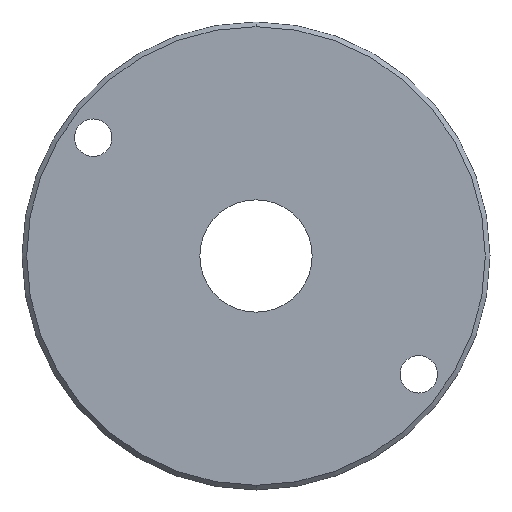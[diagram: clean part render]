
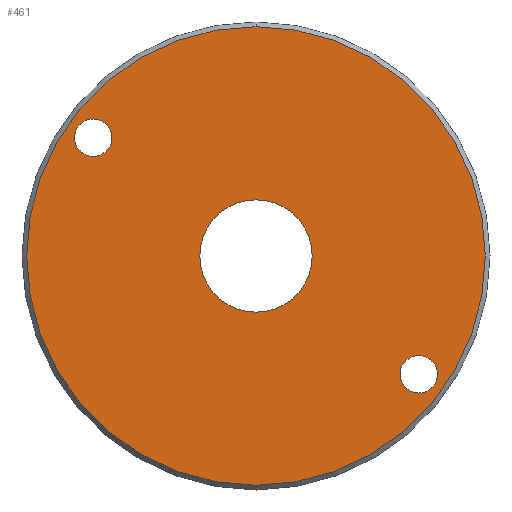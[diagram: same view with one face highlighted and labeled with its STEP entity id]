
A CAD part, left-side view. The second image highlights one B-rep face of the part: STEP entity #461.
In plain terms, the highlighted planar face has unit normal (-1, 0, 0).
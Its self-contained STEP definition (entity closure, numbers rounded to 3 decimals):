
#3 = FACE_BOUND ( 'NONE', #464, .T. ) ;
#9 = EDGE_LOOP ( 'NONE', ( #337, #42 ) ) ;
#14 = ORIENTED_EDGE ( 'NONE', *, *, #205, .T. ) ;
#16 = EDGE_CURVE ( 'NONE', #200, #419, #480, .T. ) ;
#20 = EDGE_CURVE ( 'NONE', #466, #52, #338, .T. ) ;
#27 = DIRECTION ( 'NONE',  ( 1., 0., 0. ) ) ;
#36 = ORIENTED_EDGE ( 'NONE', *, *, #517, .T. ) ;
#40 = DIRECTION ( 'NONE',  ( 0., 0., -1. ) ) ;
#42 = ORIENTED_EDGE ( 'NONE', *, *, #170, .T. ) ;
#52 = VERTEX_POINT ( 'NONE', #437 ) ;
#56 = CIRCLE ( 'NONE', #61, 2. ) ;
#58 = FACE_BOUND ( 'NONE', #9, .T. ) ;
#60 = EDGE_CURVE ( 'NONE', #52, #466, #512, .T. ) ;
#61 = AXIS2_PLACEMENT_3D ( 'NONE', #438, #27, #194 ) ;
#62 = VERTEX_POINT ( 'NONE', #304 ) ;
#70 = CARTESIAN_POINT ( 'NONE',  ( -3., 0., 6. ) ) ;
#85 = EDGE_CURVE ( 'NONE', #199, #169, #56, .T. ) ;
#86 = CARTESIAN_POINT ( 'NONE',  ( -3., 0., 0. ) ) ;
#88 = EDGE_LOOP ( 'NONE', ( #178, #14 ) ) ;
#104 = DIRECTION ( 'NONE',  ( 0., 0., -1. ) ) ;
#120 = CARTESIAN_POINT ( 'NONE',  ( -3., 0., -6. ) ) ;
#127 = ORIENTED_EDGE ( 'NONE', *, *, #60, .T. ) ;
#139 = AXIS2_PLACEMENT_3D ( 'NONE', #447, #351, #203 ) ;
#154 = CIRCLE ( 'NONE', #462, 6. ) ;
#169 = VERTEX_POINT ( 'NONE', #408 ) ;
#170 = EDGE_CURVE ( 'NONE', #62, #270, #472, .T. ) ;
#178 = ORIENTED_EDGE ( 'NONE', *, *, #85, .T. ) ;
#192 = CARTESIAN_POINT ( 'NONE',  ( -3., 0., 0. ) ) ;
#194 = DIRECTION ( 'NONE',  ( 0., 0., -1. ) ) ;
#196 = AXIS2_PLACEMENT_3D ( 'NONE', #192, #355, #104 ) ;
#197 = DIRECTION ( 'NONE',  ( 0., 0., 1. ) ) ;
#199 = VERTEX_POINT ( 'NONE', #451 ) ;
#200 = VERTEX_POINT ( 'NONE', #70 ) ;
#203 = DIRECTION ( 'NONE',  ( 0., 0.809, 0.588 ) ) ;
#205 = EDGE_CURVE ( 'NONE', #169, #199, #257, .T. ) ;
#206 = ORIENTED_EDGE ( 'NONE', *, *, #16, .T. ) ;
#210 = FACE_OUTER_BOUND ( 'NONE', #485, .T. ) ;
#238 = DIRECTION ( 'NONE',  ( 1., 0., 0. ) ) ;
#253 = DIRECTION ( 'NONE',  ( 0., 0., 1. ) ) ;
#255 = AXIS2_PLACEMENT_3D ( 'NONE', #359, #444, #40 ) ;
#257 = CIRCLE ( 'NONE', #255, 2. ) ;
#263 = DIRECTION ( 'NONE',  ( -1., 0., 0. ) ) ;
#270 = VERTEX_POINT ( 'NONE', #413 ) ;
#272 = CARTESIAN_POINT ( 'NONE',  ( -3., 17.394, 12.637 ) ) ;
#297 = AXIS2_PLACEMENT_3D ( 'NONE', #521, #238, #523 ) ;
#304 = CARTESIAN_POINT ( 'NONE',  ( -3., 17.394, 14.637 ) ) ;
#328 = CIRCLE ( 'NONE', #392, 2. ) ;
#337 = ORIENTED_EDGE ( 'NONE', *, *, #390, .T. ) ;
#338 = CIRCLE ( 'NONE', #196, 24.5 ) ;
#347 = CARTESIAN_POINT ( 'NONE',  ( -3., 0., 0. ) ) ;
#351 = DIRECTION ( 'NONE',  ( -1., 0., 0. ) ) ;
#353 = AXIS2_PLACEMENT_3D ( 'NONE', #508, #439, #197 ) ;
#355 = DIRECTION ( 'NONE',  ( -1., 0., 0. ) ) ;
#359 = CARTESIAN_POINT ( 'NONE',  ( -3., -17.394, -12.637 ) ) ;
#360 = CARTESIAN_POINT ( 'NONE',  ( -3., 0., -24.5 ) ) ;
#382 = ORIENTED_EDGE ( 'NONE', *, *, #20, .T. ) ;
#390 = EDGE_CURVE ( 'NONE', #270, #62, #328, .T. ) ;
#392 = AXIS2_PLACEMENT_3D ( 'NONE', #272, #482, #488 ) ;
#408 = CARTESIAN_POINT ( 'NONE',  ( -3., -17.394, -10.637 ) ) ;
#413 = CARTESIAN_POINT ( 'NONE',  ( -3., 17.394, 10.637 ) ) ;
#419 = VERTEX_POINT ( 'NONE', #120 ) ;
#421 = FACE_BOUND ( 'NONE', #88, .T. ) ;
#437 = CARTESIAN_POINT ( 'NONE',  ( -3., 0., 24.5 ) ) ;
#438 = CARTESIAN_POINT ( 'NONE',  ( -3., -17.394, -12.637 ) ) ;
#439 = DIRECTION ( 'NONE',  ( 1., 0., 0. ) ) ;
#444 = DIRECTION ( 'NONE',  ( 1., 0., 0. ) ) ;
#447 = CARTESIAN_POINT ( 'NONE',  ( -3., -34.222, 5.42 ) ) ;
#450 = PLANE ( 'NONE',  #139 ) ;
#451 = CARTESIAN_POINT ( 'NONE',  ( -3., -17.394, -14.637 ) ) ;
#456 = AXIS2_PLACEMENT_3D ( 'NONE', #347, #263, #516 ) ;
#457 = DIRECTION ( 'NONE',  ( 1., 0., 0. ) ) ;
#461 = ADVANCED_FACE ( 'NONE', ( #421, #58, #3, #210 ), #450, .T. ) ;
#462 = AXIS2_PLACEMENT_3D ( 'NONE', #86, #457, #253 ) ;
#464 = EDGE_LOOP ( 'NONE', ( #206, #36 ) ) ;
#466 = VERTEX_POINT ( 'NONE', #360 ) ;
#472 = CIRCLE ( 'NONE', #297, 2. ) ;
#480 = CIRCLE ( 'NONE', #353, 6. ) ;
#482 = DIRECTION ( 'NONE',  ( 1., 0., 0. ) ) ;
#485 = EDGE_LOOP ( 'NONE', ( #382, #127 ) ) ;
#488 = DIRECTION ( 'NONE',  ( 0., 0., -1. ) ) ;
#508 = CARTESIAN_POINT ( 'NONE',  ( -3., 0., 0. ) ) ;
#512 = CIRCLE ( 'NONE', #456, 24.5 ) ;
#516 = DIRECTION ( 'NONE',  ( 0., 0., -1. ) ) ;
#517 = EDGE_CURVE ( 'NONE', #419, #200, #154, .T. ) ;
#521 = CARTESIAN_POINT ( 'NONE',  ( -3., 17.394, 12.637 ) ) ;
#523 = DIRECTION ( 'NONE',  ( 0., 0., -1. ) ) ;
